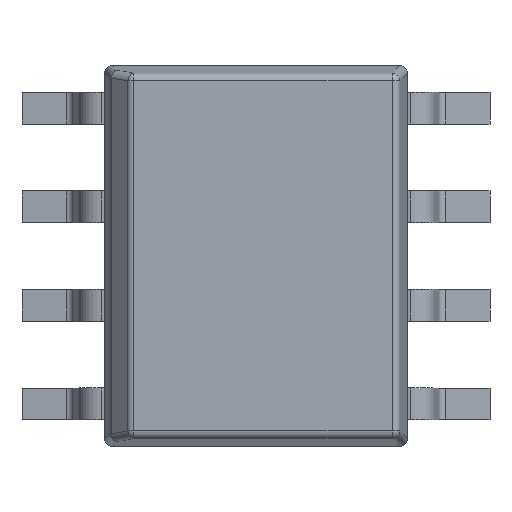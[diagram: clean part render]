
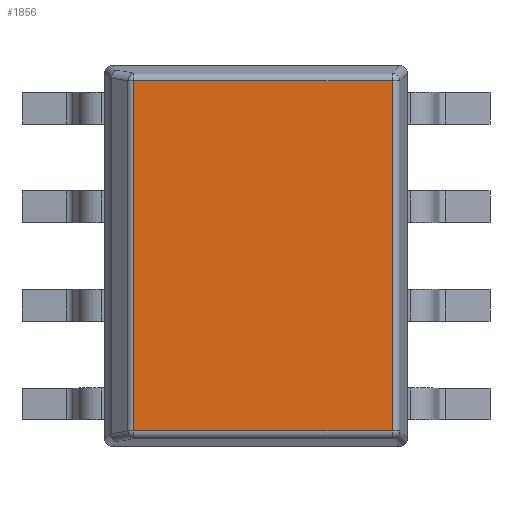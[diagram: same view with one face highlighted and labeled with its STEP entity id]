
A CAD part, top view. The second image highlights one B-rep face of the part: STEP entity #1856.
In plain terms, the highlighted face is planar.
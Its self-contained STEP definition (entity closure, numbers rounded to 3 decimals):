
#647=DIRECTION('',(1.,0.,0.));
#648=VECTOR('',#647,4.508);
#649=CARTESIAN_POINT('',(-2.254,0.635,1.754));
#650=LINE('',#649,#648);
#661=DIRECTION('',(0.,0.,-1.));
#662=VECTOR('',#661,3.333);
#663=CARTESIAN_POINT('',(2.254,0.635,1.754));
#664=LINE('',#663,#662);
#853=DIRECTION('',(0.,0.,1.));
#854=VECTOR('',#853,3.333);
#855=CARTESIAN_POINT('',(-2.254,0.635,-1.579));
#856=LINE('',#855,#854);
#867=DIRECTION('',(-1.,0.,0.));
#868=VECTOR('',#867,4.508);
#869=CARTESIAN_POINT('',(2.254,0.635,-1.579));
#870=LINE('',#869,#868);
#1295=CARTESIAN_POINT('',(-2.254,0.635,1.754));
#1296=CARTESIAN_POINT('',(2.254,0.635,1.754));
#1297=VERTEX_POINT('',#1295);
#1298=VERTEX_POINT('',#1296);
#1407=CARTESIAN_POINT('',(2.254,0.635,-1.579));
#1408=VERTEX_POINT('',#1407);
#1411=CARTESIAN_POINT('',(-2.254,0.635,-1.579));
#1412=VERTEX_POINT('',#1411);
#1842=CARTESIAN_POINT('',(0.,0.635,0.));
#1843=DIRECTION('',(0.,1.,0.));
#1844=DIRECTION('',(1.,0.,0.));
#1845=AXIS2_PLACEMENT_3D('',#1842,#1843,#1844);
#1846=PLANE('',#1845);
#1848=ORIENTED_EDGE('',*,*,#1847,.F.);
#1849=ORIENTED_EDGE('',*,*,#1833,.F.);
#1851=ORIENTED_EDGE('',*,*,#1850,.F.);
#1853=ORIENTED_EDGE('',*,*,#1852,.F.);
#1854=EDGE_LOOP('',(#1848,#1849,#1851,#1853));
#1855=FACE_OUTER_BOUND('',#1854,.F.);
#1856=ADVANCED_FACE('',(#1855),#1846,.T.);
#1833=EDGE_CURVE('',#1297,#1298,#650,.T.);
#1847=EDGE_CURVE('',#1298,#1408,#664,.T.);
#1850=EDGE_CURVE('',#1412,#1297,#856,.T.);
#1852=EDGE_CURVE('',#1408,#1412,#870,.T.);
